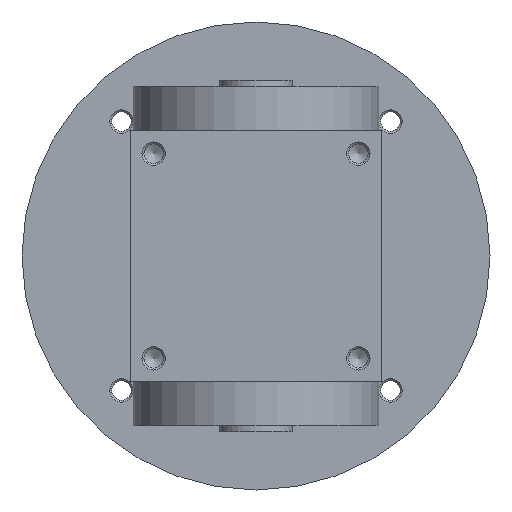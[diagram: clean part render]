
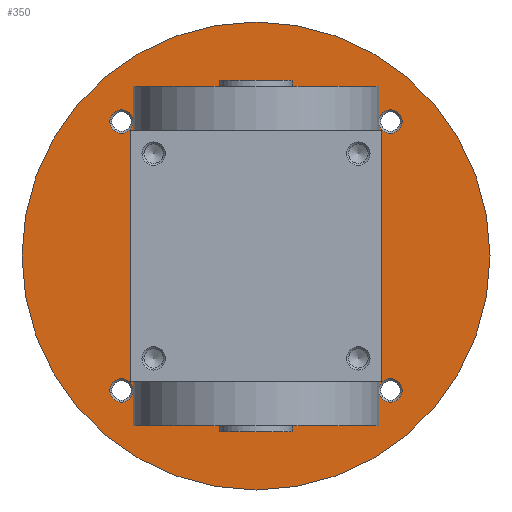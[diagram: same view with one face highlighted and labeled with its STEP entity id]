
A CAD part, left-side view. The second image highlights one B-rep face of the part: STEP entity #350.
In plain terms, the highlighted planar face has unit normal (-1, 0, 0).
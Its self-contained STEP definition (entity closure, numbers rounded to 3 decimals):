
#350 = ADVANCED_FACE( '', ( #923, #924, #925, #926, #927, #928 ), #929, .F. );
#923 = FACE_OUTER_BOUND( '', #1887, .T. );
#924 = FACE_BOUND( '', #1888, .T. );
#925 = FACE_BOUND( '', #1889, .T. );
#926 = FACE_BOUND( '', #1890, .T. );
#927 = FACE_BOUND( '', #1891, .T. );
#928 = FACE_BOUND( '', #1892, .T. );
#929 = PLANE( '', #1893 );
#1887 = EDGE_LOOP( '', ( #2900 ) );
#1888 = EDGE_LOOP( '', ( #2901 ) );
#1889 = EDGE_LOOP( '', ( #2902 ) );
#1890 = EDGE_LOOP( '', ( #2903 ) );
#1891 = EDGE_LOOP( '', ( #2904 ) );
#1892 = EDGE_LOOP( '', ( #2905 ) );
#1893 = AXIS2_PLACEMENT_3D( '', #2906, #2907, #2908 );
#2900 = ORIENTED_EDGE( '', *, *, #4861, .F. );
#2901 = ORIENTED_EDGE( '', *, *, #4862, .T. );
#2902 = ORIENTED_EDGE( '', *, *, #4863, .T. );
#2903 = ORIENTED_EDGE( '', *, *, #4864, .T. );
#2904 = ORIENTED_EDGE( '', *, *, #4865, .T. );
#2905 = ORIENTED_EDGE( '', *, *, #4866, .T. );
#2906 = CARTESIAN_POINT( '', ( 34., 42., 0. ) );
#2907 = DIRECTION( '', ( 1., 0., 0. ) );
#2908 = DIRECTION( '', ( 0., 0., -1. ) );
#4861 = EDGE_CURVE( '', #5685, #5685, #5686, .T. );
#4862 = EDGE_CURVE( '', #5687, #5687, #5688, .T. );
#4863 = EDGE_CURVE( '', #5689, #5689, #5690, .T. );
#4864 = EDGE_CURVE( '', #5691, #5691, #5692, .T. );
#4865 = EDGE_CURVE( '', #5693, #5693, #5694, .T. );
#4866 = EDGE_CURVE( '', #5695, #5695, #5696, .T. );
#5685 = VERTEX_POINT( '', #6818 );
#5686 = CIRCLE( '', #6819, 80. );
#5687 = VERTEX_POINT( '', #6820 );
#5688 = CIRCLE( '', #6821, 4. );
#5689 = VERTEX_POINT( '', #6822 );
#5690 = CIRCLE( '', #6823, 4. );
#5691 = VERTEX_POINT( '', #6824 );
#5692 = CIRCLE( '', #6825, 4. );
#5693 = VERTEX_POINT( '', #6826 );
#5694 = CIRCLE( '', #6827, 4. );
#5695 = VERTEX_POINT( '', #6828 );
#5696 = CIRCLE( '', #6829, 42. );
#6818 = CARTESIAN_POINT( '', ( 34., 0., -80. ) );
#6819 = AXIS2_PLACEMENT_3D( '', #8151, #8152, #8153 );
#6820 = CARTESIAN_POINT( '', ( 34., -45.962, 41.962 ) );
#6821 = AXIS2_PLACEMENT_3D( '', #8154, #8155, #8156 );
#6822 = CARTESIAN_POINT( '', ( 34., 45.962, -49.962 ) );
#6823 = AXIS2_PLACEMENT_3D( '', #8157, #8158, #8159 );
#6824 = CARTESIAN_POINT( '', ( 34., -45.962, -49.962 ) );
#6825 = AXIS2_PLACEMENT_3D( '', #8160, #8161, #8162 );
#6826 = CARTESIAN_POINT( '', ( 34., 45.962, 41.962 ) );
#6827 = AXIS2_PLACEMENT_3D( '', #8163, #8164, #8165 );
#6828 = CARTESIAN_POINT( '', ( 34., 0., -42. ) );
#6829 = AXIS2_PLACEMENT_3D( '', #8166, #8167, #8168 );
#8151 = CARTESIAN_POINT( '', ( 34., 0., 0. ) );
#8152 = DIRECTION( '', ( 1., 0., 0. ) );
#8153 = DIRECTION( '', ( 0., 0., -1. ) );
#8154 = CARTESIAN_POINT( '', ( 34., -45.962, 45.962 ) );
#8155 = DIRECTION( '', ( 1., 0., 0. ) );
#8156 = DIRECTION( '', ( 0., 0., -1. ) );
#8157 = CARTESIAN_POINT( '', ( 34., 45.962, -45.962 ) );
#8158 = DIRECTION( '', ( 1., 0., 0. ) );
#8159 = DIRECTION( '', ( 0., 0., -1. ) );
#8160 = CARTESIAN_POINT( '', ( 34., -45.962, -45.962 ) );
#8161 = DIRECTION( '', ( 1., 0., 0. ) );
#8162 = DIRECTION( '', ( 0., 0., -1. ) );
#8163 = CARTESIAN_POINT( '', ( 34., 45.962, 45.962 ) );
#8164 = DIRECTION( '', ( 1., 0., 0. ) );
#8165 = DIRECTION( '', ( 0., 0., -1. ) );
#8166 = CARTESIAN_POINT( '', ( 34., 0., 0. ) );
#8167 = DIRECTION( '', ( 1., 0., 0. ) );
#8168 = DIRECTION( '', ( 0., 0., -1. ) );
